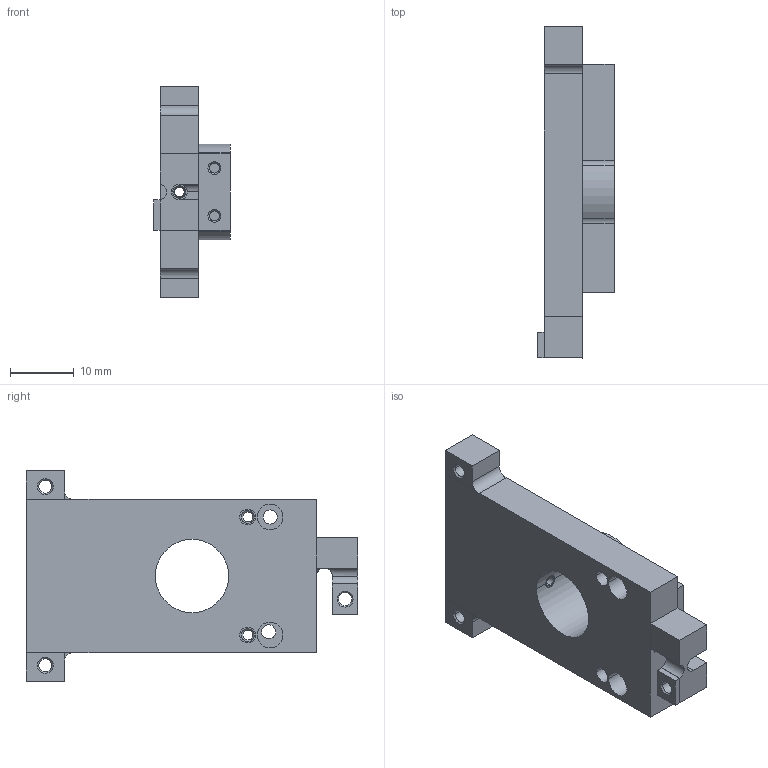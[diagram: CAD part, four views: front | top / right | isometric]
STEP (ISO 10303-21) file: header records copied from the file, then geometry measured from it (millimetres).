
FILE_DESCRIPTION(/* description */ ('VariCAD 2009-1.04 AP-203'),/* implementation_level */ '2;1');
FILE_NAME(/* name */ '0353-19-20',/* time_stamp */ '2009-11-10T15:20:35-07:00',/* author */ (''),/* organization */ (''),/* preprocessor_version */ 'ST-DEVELOPER v12',/* originating_system */ 'VariCAD 2009-1.04; kernel version (20080921)',/* authorisation */ '');
FILE_SCHEMA (('CONFIG_CONTROL_DESIGN'));
Length unit declared in the file: millimetre
Products named in the file (1): Part
Bounding box: 12 x 52 x 33 mm (x, y, z)
Volume: 7875.8 mm3; surface area: 5669.9 mm2
Topology: 12 solids, 12 shells, 220 faces, 502 edges, 308 vertices
Faces by surface type: cylinder 118, plane 76, cone 26
Entity records: 6534 total; most frequent: CARTESIAN_POINT 1304, DIRECTION 1154, ORIENTED_EDGE 1004, EDGE_CURVE 502, AXIS2_PLACEMENT_3D 452, VERTEX_POINT 308, EDGE_LOOP 264, LINE 250
